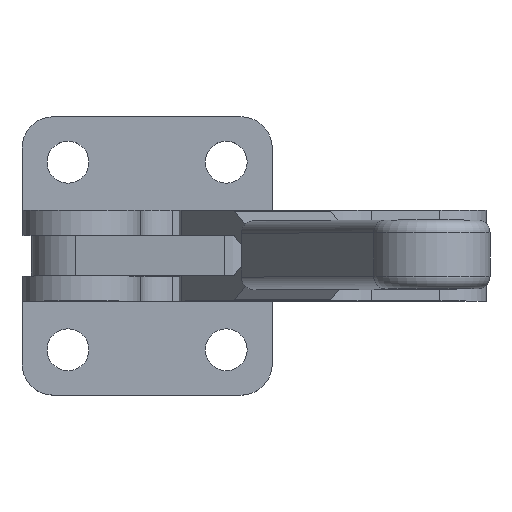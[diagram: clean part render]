
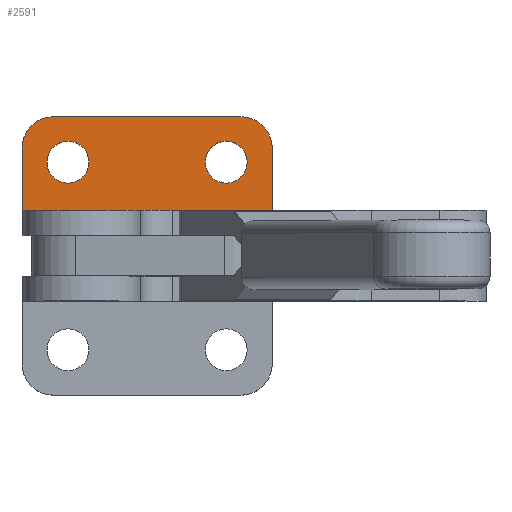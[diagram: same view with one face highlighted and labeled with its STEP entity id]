
A CAD part, top view. The second image highlights one B-rep face of the part: STEP entity #2591.
In plain terms, the highlighted planar face has unit normal (0, 0, 1).
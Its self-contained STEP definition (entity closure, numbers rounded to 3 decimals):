
#486 = EDGE_CURVE ( 'NONE', #16089, #20523, #8278, .T. ) ;
#489 = EDGE_CURVE ( 'NONE', #16165, #16126, #8295, .T. ) ;
#501 = EDGE_CURVE ( 'NONE', #16145, #11732, #8314, .T. ) ;
#1854 = VERTEX_POINT ( 'NONE', #10040 ) ;
#2591 = ADVANCED_FACE ( 'NONE', ( #8565, #8571, #8567 ), #10869, .F. ) ;
#3111 = EDGE_LOOP ( 'NONE', ( #4405, #4406 ) ) ;
#3120 = EDGE_LOOP ( 'NONE', ( #4409, #4410, #4411, #4412, #4413, #4414 ) ) ;
#3122 = EDGE_LOOP ( 'NONE', ( #4407, #4408 ) ) ;
#3603 = EDGE_CURVE ( 'NONE', #1854, #16145, #13452, .T. ) ;
#3613 = EDGE_CURVE ( 'NONE', #16097, #11732, #13471, .T. ) ;
#3614 = EDGE_CURVE ( 'NONE', #20523, #16089, #13473, .T. ) ;
#3615 = EDGE_CURVE ( 'NONE', #16126, #16165, #13475, .T. ) ;
#3616 = EDGE_CURVE ( 'NONE', #16097, #20530, #13476, .T. ) ;
#3617 = EDGE_CURVE ( 'NONE', #16140, #20530, #13477, .T. ) ;
#3618 = EDGE_CURVE ( 'NONE', #16140, #1854, #13478, .T. ) ;
#4405 = ORIENTED_EDGE ( 'NONE', *, *, #3614, .T. ) ;
#4406 = ORIENTED_EDGE ( 'NONE', *, *, #486, .T. ) ;
#4407 = ORIENTED_EDGE ( 'NONE', *, *, #3615, .T. ) ;
#4408 = ORIENTED_EDGE ( 'NONE', *, *, #489, .T. ) ;
#4409 = ORIENTED_EDGE ( 'NONE', *, *, #3613, .F. ) ;
#4410 = ORIENTED_EDGE ( 'NONE', *, *, #3616, .T. ) ;
#4411 = ORIENTED_EDGE ( 'NONE', *, *, #3617, .F. ) ;
#4412 = ORIENTED_EDGE ( 'NONE', *, *, #3618, .T. ) ;
#4413 = ORIENTED_EDGE ( 'NONE', *, *, #3603, .T. ) ;
#4414 = ORIENTED_EDGE ( 'NONE', *, *, #501, .T. ) ;
#7380 = AXIS2_PLACEMENT_3D ( 'NONE', #9849, #9850, #9851 ) ;
#7382 = AXIS2_PLACEMENT_3D ( 'NONE', #9858, #9859, #9860 ) ;
#8278 = CIRCLE ( 'NONE', #7380, 3.35 ) ;
#8295 = CIRCLE ( 'NONE', #7382, 3.35 ) ;
#8314 = LINE ( 'NONE', #9881, #8318 ) ;
#8318 = VECTOR ( 'NONE', #9888, 1000. ) ;
#8565 = FACE_BOUND ( 'NONE', #3111, .T. ) ;
#8567 = FACE_OUTER_BOUND ( 'NONE', #3120, .T. ) ;
#8571 = FACE_BOUND ( 'NONE', #3122, .T. ) ;
#9849 = CARTESIAN_POINT ( 'NONE',  ( -43.401, 11.75, -7.25 ) ) ;
#9850 = DIRECTION ( 'NONE',  ( 0., 0., -1. ) ) ;
#9851 = DIRECTION ( 'NONE',  ( -1., 0., 0. ) ) ;
#9858 = CARTESIAN_POINT ( 'NONE',  ( -18.101, 11.75, -7.25 ) ) ;
#9859 = DIRECTION ( 'NONE',  ( 0., 0., -1. ) ) ;
#9860 = DIRECTION ( 'NONE',  ( -1., 0., 0. ) ) ;
#9881 = CARTESIAN_POINT ( 'NONE',  ( -50.751, 4., -7.25 ) ) ;
#9888 = DIRECTION ( 'NONE',  ( 1., 0., 0. ) ) ;
#10040 = CARTESIAN_POINT ( 'NONE',  ( -50.751, 14., -7.25 ) ) ;
#10865 = DIRECTION ( 'NONE',  ( 0., 0., -1. ) ) ;
#10867 = CARTESIAN_POINT ( 'NONE',  ( -50.751, 19., -7.25 ) ) ;
#10869 = PLANE ( 'NONE',  #11782 ) ;
#10871 = DIRECTION ( 'NONE',  ( -1., 0., 0. ) ) ;
#11732 = VERTEX_POINT ( 'NONE', #24176 ) ;
#11782 = AXIS2_PLACEMENT_3D ( 'NONE', #10867, #10865, #10871 ) ;
#13452 = LINE ( 'NONE', #17645, #13455 ) ;
#13455 = VECTOR ( 'NONE', #17646, 1000. ) ;
#13471 = LINE ( 'NONE', #17665, #13474 ) ;
#13473 = CIRCLE ( 'NONE', #16360, 3.35 ) ;
#13474 = VECTOR ( 'NONE', #17666, 1000. ) ;
#13475 = CIRCLE ( 'NONE', #16361, 3.35 ) ;
#13476 = CIRCLE ( 'NONE', #16362, 5. ) ;
#13477 = LINE ( 'NONE', #17670, #13479 ) ;
#13478 = CIRCLE ( 'NONE', #16363, 5. ) ;
#13479 = VECTOR ( 'NONE', #17671, 1000. ) ;
#16089 = VERTEX_POINT ( 'NONE', #24267 ) ;
#16097 = VERTEX_POINT ( 'NONE', #24275 ) ;
#16126 = VERTEX_POINT ( 'NONE', #24304 ) ;
#16140 = VERTEX_POINT ( 'NONE', #24318 ) ;
#16145 = VERTEX_POINT ( 'NONE', #24323 ) ;
#16165 = VERTEX_POINT ( 'NONE', #24343 ) ;
#16360 = AXIS2_PLACEMENT_3D ( 'NONE', #17667, #17668, #17669 ) ;
#16361 = AXIS2_PLACEMENT_3D ( 'NONE', #17672, #17673, #17674 ) ;
#16362 = AXIS2_PLACEMENT_3D ( 'NONE', #17677, #17678, #17679 ) ;
#16363 = AXIS2_PLACEMENT_3D ( 'NONE', #17680, #17681, #17682 ) ;
#17645 = CARTESIAN_POINT ( 'NONE',  ( -50.751, 19., -7.25 ) ) ;
#17646 = DIRECTION ( 'NONE',  ( 0., -1., 0. ) ) ;
#17665 = CARTESIAN_POINT ( 'NONE',  ( -10.751, 19., -7.25 ) ) ;
#17666 = DIRECTION ( 'NONE',  ( 0., -1., 0. ) ) ;
#17667 = CARTESIAN_POINT ( 'NONE',  ( -43.401, 11.75, -7.25 ) ) ;
#17668 = DIRECTION ( 'NONE',  ( 0., 0., -1. ) ) ;
#17669 = DIRECTION ( 'NONE',  ( -1., 0., 0. ) ) ;
#17670 = CARTESIAN_POINT ( 'NONE',  ( -50.751, 19., -7.25 ) ) ;
#17671 = DIRECTION ( 'NONE',  ( 1., 0., 0. ) ) ;
#17672 = CARTESIAN_POINT ( 'NONE',  ( -18.101, 11.75, -7.25 ) ) ;
#17673 = DIRECTION ( 'NONE',  ( 0., 0., -1. ) ) ;
#17674 = DIRECTION ( 'NONE',  ( -1., 0., 0. ) ) ;
#17677 = CARTESIAN_POINT ( 'NONE',  ( -15.751, 14., -7.25 ) ) ;
#17678 = DIRECTION ( 'NONE',  ( 0., 0., 1. ) ) ;
#17679 = DIRECTION ( 'NONE',  ( -1., 0., 0. ) ) ;
#17680 = CARTESIAN_POINT ( 'NONE',  ( -45.751, 14., -7.25 ) ) ;
#17681 = DIRECTION ( 'NONE',  ( 0., 0., 1. ) ) ;
#17682 = DIRECTION ( 'NONE',  ( -1., 0., 0. ) ) ;
#20523 = VERTEX_POINT ( 'NONE', #25179 ) ;
#20530 = VERTEX_POINT ( 'NONE', #25183 ) ;
#24176 = CARTESIAN_POINT ( 'NONE',  ( -10.751, 4., -7.25 ) ) ;
#24267 = CARTESIAN_POINT ( 'NONE',  ( -40.051, 11.75, -7.25 ) ) ;
#24275 = CARTESIAN_POINT ( 'NONE',  ( -10.751, 14., -7.25 ) ) ;
#24304 = CARTESIAN_POINT ( 'NONE',  ( -21.451, 11.75, -7.25 ) ) ;
#24318 = CARTESIAN_POINT ( 'NONE',  ( -45.751, 19., -7.25 ) ) ;
#24323 = CARTESIAN_POINT ( 'NONE',  ( -50.751, 4., -7.25 ) ) ;
#24343 = CARTESIAN_POINT ( 'NONE',  ( -14.751, 11.75, -7.25 ) ) ;
#25179 = CARTESIAN_POINT ( 'NONE',  ( -46.751, 11.75, -7.25 ) ) ;
#25183 = CARTESIAN_POINT ( 'NONE',  ( -15.751, 19., -7.25 ) ) ;
